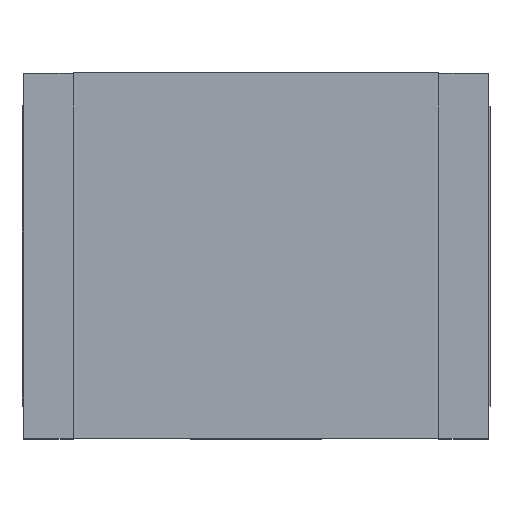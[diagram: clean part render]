
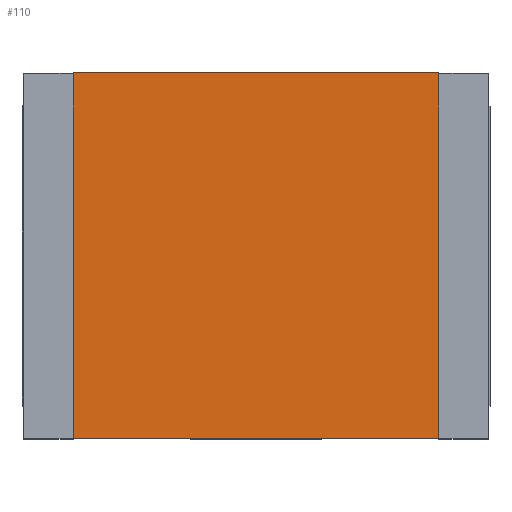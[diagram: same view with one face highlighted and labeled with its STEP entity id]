
A CAD part, top view. The second image highlights one B-rep face of the part: STEP entity #110.
In plain terms, the highlighted planar face has unit normal (0, 0, 1).
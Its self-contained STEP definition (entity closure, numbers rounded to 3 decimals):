
#83=AXIS2_PLACEMENT_3D('Plane Axis2P3D',#80,#81,#82) ;
#43=CARTESIAN_POINT('Vertex',(1.25,1.25,2.)) ;
#57=CARTESIAN_POINT('Vertex',(-1.25,1.25,2.)) ;
#60=CARTESIAN_POINT('Line Origine',(0.,1.25,2.)) ;
#80=CARTESIAN_POINT('Axis2P3D Location',(0.,0.,2.)) ;
#85=CARTESIAN_POINT('Line Origine',(-1.25,0.,2.)) ;
#89=CARTESIAN_POINT('Vertex',(-1.25,-1.25,2.)) ;
#92=CARTESIAN_POINT('Line Origine',(0.,-1.25,2.)) ;
#96=CARTESIAN_POINT('Vertex',(1.25,-1.25,2.)) ;
#99=CARTESIAN_POINT('Line Origine',(1.25,0.,2.)) ;
#61=DIRECTION('Vector Direction',(1.,0.,0.)) ;
#81=DIRECTION('Axis2P3D Direction',(0.,0.,1.)) ;
#82=DIRECTION('Axis2P3D XDirection',(1.,0.,0.)) ;
#86=DIRECTION('Vector Direction',(0.,1.,0.)) ;
#93=DIRECTION('Vector Direction',(-1.,0.,0.)) ;
#100=DIRECTION('Vector Direction',(0.,-1.,0.)) ;
#62=VECTOR('Line Direction',#61,1.) ;
#87=VECTOR('Line Direction',#86,1.) ;
#94=VECTOR('Line Direction',#93,1.) ;
#101=VECTOR('Line Direction',#100,1.) ;
#105=ORIENTED_EDGE('',*,*,#64,.T.) ;
#106=ORIENTED_EDGE('',*,*,#91,.T.) ;
#107=ORIENTED_EDGE('',*,*,#98,.T.) ;
#108=ORIENTED_EDGE('',*,*,#103,.T.) ;
#110=ADVANCED_FACE('\X2\FF8AFF9FFF70FF82\X0\ \X2\FF8EFF9EFF83FF9EFF68FF70\X0\',(#109),#84,.T.) ;
#64=EDGE_CURVE('',#44,#58,#63,.F.) ;
#91=EDGE_CURVE('',#58,#90,#88,.F.) ;
#98=EDGE_CURVE('',#90,#97,#95,.F.) ;
#103=EDGE_CURVE('',#97,#44,#102,.F.) ;
#104=EDGE_LOOP('',(#105,#106,#107,#108)) ;
#109=FACE_OUTER_BOUND('',#104,.T.) ;
#63=LINE('Line',#60,#62) ;
#88=LINE('Line',#85,#87) ;
#95=LINE('Line',#92,#94) ;
#102=LINE('Line',#99,#101) ;
#84=PLANE('',#83) ;
#44=VERTEX_POINT('',#43) ;
#58=VERTEX_POINT('',#57) ;
#90=VERTEX_POINT('',#89) ;
#97=VERTEX_POINT('',#96) ;
